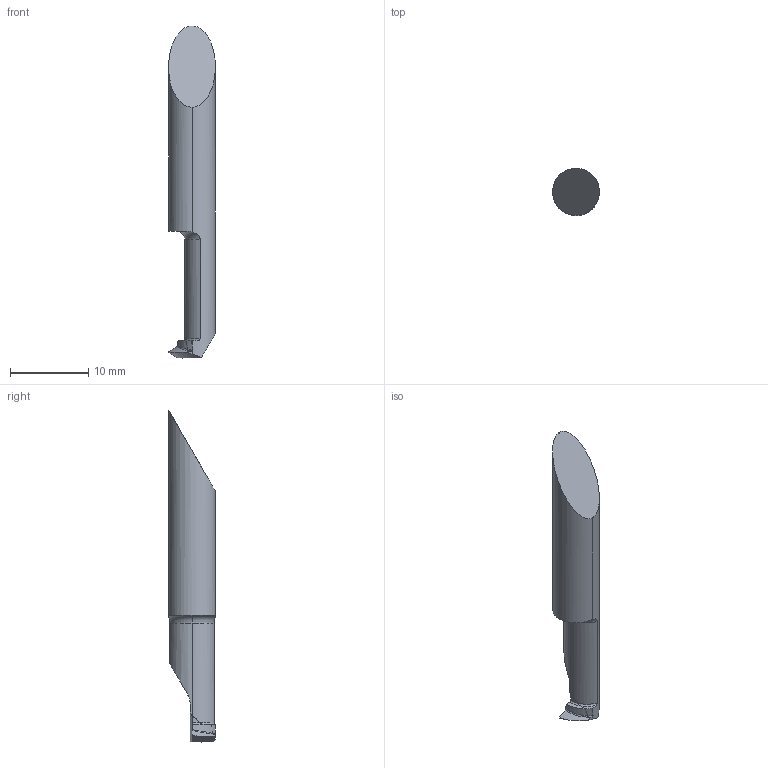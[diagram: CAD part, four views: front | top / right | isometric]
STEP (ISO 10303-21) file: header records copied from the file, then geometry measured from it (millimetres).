
FILE_DESCRIPTION(/* description */ (''),/* implementation_level */ '2;1');
FILE_NAME(/* name */ '1601374333250.stp',/* time_stamp */ '2020-09-29T15:42:20+05:00',/* author */ (''),/* organization */ ('SMS'),/* preprocessor_version */ 'ST-DEVELOPER v16.7',/* originating_system */ 'SIEMENS PLM Software NX 12.0',/* authorisation */ '');
FILE_SCHEMA (('AUTOMOTIVE_DESIGN { 1 0 10303 214 3 1 1 1 }'));
Length unit declared in the file: millimetre
Products named in the file (1): 203174448mod000_00
Bounding box: 6 x 6 x 42.45 mm (x, y, z)
Volume: 809.4 mm3; surface area: 709.1 mm2
Topology: 2 solids, 2 shells, 37 faces, 98 edges, 68 vertices
Faces by surface type: cylinder 13, plane 11, bspline 8, torus 4, cone 1
Entity records: 1449 total; most frequent: CARTESIAN_POINT 576, ORIENTED_EDGE 194, DIRECTION 134, EDGE_CURVE 97, VERTEX_POINT 64, AXIS2_PLACEMENT_3D 53, B_SPLINE_CURVE_WITH_KNOTS 43, ADVANCED_FACE 37
